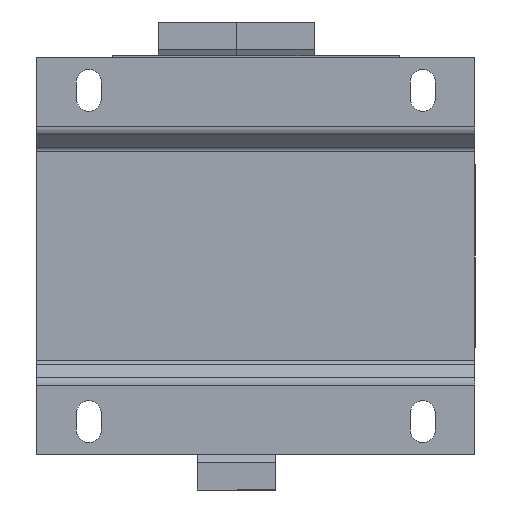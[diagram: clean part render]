
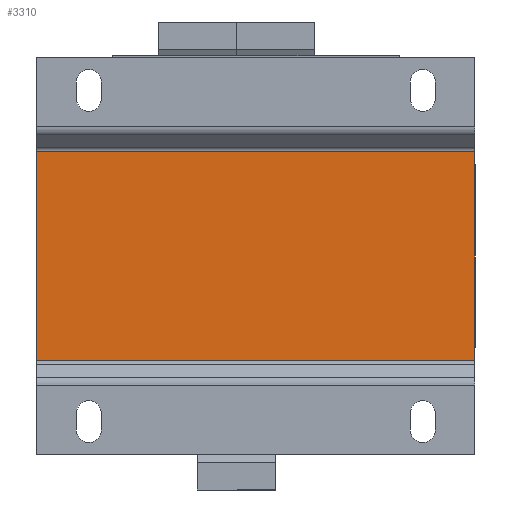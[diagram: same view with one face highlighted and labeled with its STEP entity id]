
A CAD part, front view. The second image highlights one B-rep face of the part: STEP entity #3310.
In plain terms, the highlighted planar face has unit normal (0, -1, 0).
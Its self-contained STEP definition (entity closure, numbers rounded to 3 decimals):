
#137 = DIRECTION ( 'NONE',  ( 0., 0., -1. ) ) ;
#675 = EDGE_CURVE ( 'NONE', #5164, #5923, #1921, .T. ) ;
#791 = EDGE_LOOP ( 'NONE', ( #6812, #5126, #6057, #3984 ) ) ;
#809 = DIRECTION ( 'NONE',  ( 0., 0., 1. ) ) ;
#941 = VECTOR ( 'NONE', #137, 1000. ) ;
#1409 = VECTOR ( 'NONE', #5337, 1000. ) ;
#1468 = PLANE ( 'NONE',  #6777 ) ;
#1921 = LINE ( 'NONE', #7552, #941 ) ;
#2211 = CARTESIAN_POINT ( 'NONE',  ( -42., -36., -20. ) ) ;
#2460 = DIRECTION ( 'NONE',  ( -1., 0., 0. ) ) ;
#2532 = LINE ( 'NONE', #6841, #6914 ) ;
#2685 = CARTESIAN_POINT ( 'NONE',  ( 0., -36., 0. ) ) ;
#3057 = LINE ( 'NONE', #5922, #1409 ) ;
#3310 = ADVANCED_FACE ( 'NONE', ( #5792 ), #1468, .F. ) ;
#3454 = EDGE_CURVE ( 'NONE', #5923, #7647, #3057, .T. ) ;
#3714 = VERTEX_POINT ( 'NONE', #5008 ) ;
#3929 = CARTESIAN_POINT ( 'NONE',  ( 42., -36., 20. ) ) ;
#3984 = ORIENTED_EDGE ( 'NONE', *, *, #3454, .F. ) ;
#4611 = EDGE_CURVE ( 'NONE', #7647, #3714, #7817, .T. ) ;
#5008 = CARTESIAN_POINT ( 'NONE',  ( -42., -36., 20. ) ) ;
#5126 = ORIENTED_EDGE ( 'NONE', *, *, #6501, .T. ) ;
#5164 = VERTEX_POINT ( 'NONE', #3929 ) ;
#5337 = DIRECTION ( 'NONE',  ( -1., 0., 0. ) ) ;
#5438 = CARTESIAN_POINT ( 'NONE',  ( 42., -36., -20. ) ) ;
#5792 = FACE_OUTER_BOUND ( 'NONE', #791, .T. ) ;
#5913 = DIRECTION ( 'NONE',  ( 0., 0., 1. ) ) ;
#5922 = CARTESIAN_POINT ( 'NONE',  ( 0., -36., -20. ) ) ;
#5923 = VERTEX_POINT ( 'NONE', #5438 ) ;
#5965 = CARTESIAN_POINT ( 'NONE',  ( -42., -36., -38. ) ) ;
#6057 = ORIENTED_EDGE ( 'NONE', *, *, #4611, .F. ) ;
#6469 = DIRECTION ( 'NONE',  ( 0., 1., 0. ) ) ;
#6501 = EDGE_CURVE ( 'NONE', #5164, #3714, #2532, .T. ) ;
#6559 = VECTOR ( 'NONE', #5913, 1000. ) ;
#6777 = AXIS2_PLACEMENT_3D ( 'NONE', #2685, #6469, #809 ) ;
#6812 = ORIENTED_EDGE ( 'NONE', *, *, #675, .F. ) ;
#6841 = CARTESIAN_POINT ( 'NONE',  ( 0., -36., 20. ) ) ;
#6914 = VECTOR ( 'NONE', #2460, 1000. ) ;
#7552 = CARTESIAN_POINT ( 'NONE',  ( 42., -36., -38. ) ) ;
#7647 = VERTEX_POINT ( 'NONE', #2211 ) ;
#7817 = LINE ( 'NONE', #5965, #6559 ) ;
